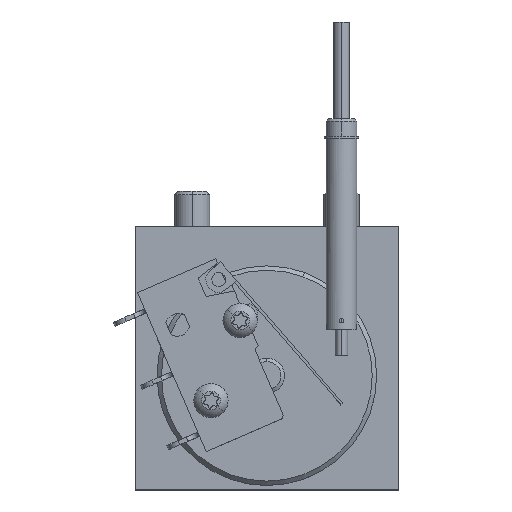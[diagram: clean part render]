
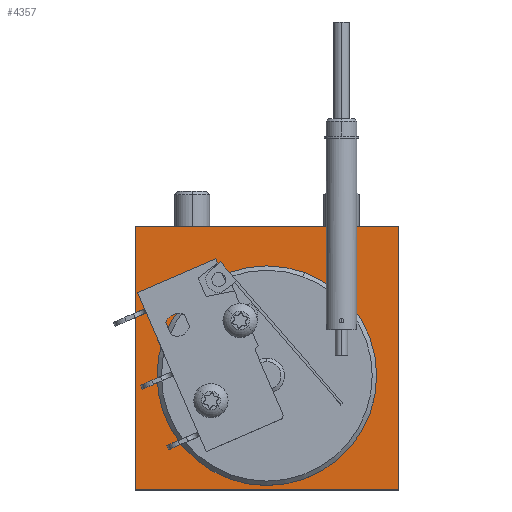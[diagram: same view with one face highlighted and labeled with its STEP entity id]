
A CAD part, top view. The second image highlights one B-rep face of the part: STEP entity #4357.
In plain terms, the highlighted face is planar.
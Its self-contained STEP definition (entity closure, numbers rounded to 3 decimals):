
#16 = VERTEX_POINT ( 'NONE', #2766 ) ;
#34 = VECTOR ( 'NONE', #4817, 1000. ) ;
#284 = ORIENTED_EDGE ( 'NONE', *, *, #10363, .F. ) ;
#626 = CARTESIAN_POINT ( 'NONE',  ( -15., 0., 0. ) ) ;
#912 = DIRECTION ( 'NONE',  ( -1., 0., 0. ) ) ;
#1020 = DIRECTION ( 'NONE',  ( 0., 0., 1. ) ) ;
#1058 = FACE_BOUND ( 'NONE', #2172, .T. ) ;
#1070 = DIRECTION ( 'NONE',  ( -1., 0., 0. ) ) ;
#1115 = DIRECTION ( 'NONE',  ( 0., 0., -1. ) ) ;
#1384 = ORIENTED_EDGE ( 'NONE', *, *, #2492, .T. ) ;
#1458 = LINE ( 'NONE', #9401, #7257 ) ;
#2103 = ORIENTED_EDGE ( 'NONE', *, *, #9457, .F. ) ;
#2172 = EDGE_LOOP ( 'NONE', ( #7958, #284, #8907, #2103 ) ) ;
#2320 = CIRCLE ( 'NONE', #3027, 2.1 ) ;
#2492 = EDGE_CURVE ( 'NONE', #4928, #3537, #7686, .T. ) ;
#2766 = CARTESIAN_POINT ( 'NONE',  ( -2.1, 14., 0. ) ) ;
#2814 = VECTOR ( 'NONE', #10023, 1000. ) ;
#2968 = LINE ( 'NONE', #9950, #2814 ) ;
#3027 = AXIS2_PLACEMENT_3D ( 'NONE', #9005, #1020, #6294 ) ;
#3243 = FACE_OUTER_BOUND ( 'NONE', #9788, .T. ) ;
#3315 = DIRECTION ( 'NONE',  ( -1., 0., 0. ) ) ;
#3537 = VERTEX_POINT ( 'NONE', #626 ) ;
#3746 = CARTESIAN_POINT ( 'NONE',  ( 0., 24., 0. ) ) ;
#3839 = VERTEX_POINT ( 'NONE', #6364 ) ;
#4214 = ORIENTED_EDGE ( 'NONE', *, *, #5912, .F. ) ;
#4357 = ADVANCED_FACE ( 'NONE', ( #1058, #3243 ), #11335, .T. ) ;
#4709 = DIRECTION ( 'NONE',  ( 0., -1., 0. ) ) ;
#4772 = VECTOR ( 'NONE', #8379, 1000. ) ;
#4817 = DIRECTION ( 'NONE',  ( 0., -1., 0. ) ) ;
#4880 = VECTOR ( 'NONE', #4709, 1000. ) ;
#4928 = VERTEX_POINT ( 'NONE', #8764 ) ;
#4976 = CARTESIAN_POINT ( 'NONE',  ( 15., 0., 0. ) ) ;
#5180 = EDGE_CURVE ( 'NONE', #16, #3839, #2320, .T. ) ;
#5266 = LINE ( 'NONE', #10091, #34 ) ;
#5559 = ORIENTED_EDGE ( 'NONE', *, *, #10377, .T. ) ;
#5573 = VERTEX_POINT ( 'NONE', #8540 ) ;
#5912 = EDGE_CURVE ( 'NONE', #9345, #7960, #7112, .T. ) ;
#6294 = DIRECTION ( 'NONE',  ( 1., 0., 0. ) ) ;
#6305 = VECTOR ( 'NONE', #3315, 1000. ) ;
#6364 = CARTESIAN_POINT ( 'NONE',  ( 2.1, 14., 0. ) ) ;
#6811 = DIRECTION ( 'NONE',  ( 0., 1., 0. ) ) ;
#6855 = CARTESIAN_POINT ( 'NONE',  ( -2.1, 24., 0. ) ) ;
#7112 = LINE ( 'NONE', #8305, #4772 ) ;
#7257 = VECTOR ( 'NONE', #6811, 1000. ) ;
#7376 = CARTESIAN_POINT ( 'NONE',  ( 15., 0., 0. ) ) ;
#7686 = LINE ( 'NONE', #4976, #6305 ) ;
#7773 = CARTESIAN_POINT ( 'NONE',  ( 15., 0., 0. ) ) ;
#7778 = LINE ( 'NONE', #7376, #4880 ) ;
#7958 = ORIENTED_EDGE ( 'NONE', *, *, #5180, .T. ) ;
#7960 = VERTEX_POINT ( 'NONE', #10755 ) ;
#8142 = VERTEX_POINT ( 'NONE', #6855 ) ;
#8305 = CARTESIAN_POINT ( 'NONE',  ( 15., 30., 0. ) ) ;
#8379 = DIRECTION ( 'NONE',  ( -1., 0., 0. ) ) ;
#8453 = AXIS2_PLACEMENT_3D ( 'NONE', #7773, #8634, #912 ) ;
#8540 = CARTESIAN_POINT ( 'NONE',  ( 2.1, 24., 0. ) ) ;
#8634 = DIRECTION ( 'NONE',  ( 0., 0., -1. ) ) ;
#8729 = ORIENTED_EDGE ( 'NONE', *, *, #10910, .F. ) ;
#8764 = CARTESIAN_POINT ( 'NONE',  ( 15., 0., 0. ) ) ;
#8907 = ORIENTED_EDGE ( 'NONE', *, *, #9854, .F. ) ;
#9005 = CARTESIAN_POINT ( 'NONE',  ( 0., 14., 0. ) ) ;
#9144 = CARTESIAN_POINT ( 'NONE',  ( 15., 30., 0. ) ) ;
#9345 = VERTEX_POINT ( 'NONE', #9144 ) ;
#9401 = CARTESIAN_POINT ( 'NONE',  ( -2.1, 14., 0. ) ) ;
#9457 = EDGE_CURVE ( 'NONE', #16, #8142, #1458, .T. ) ;
#9788 = EDGE_LOOP ( 'NONE', ( #8729, #4214, #5559, #1384 ) ) ;
#9854 = EDGE_CURVE ( 'NONE', #8142, #5573, #11358, .T. ) ;
#9950 = CARTESIAN_POINT ( 'NONE',  ( 2.1, 24., 0. ) ) ;
#10023 = DIRECTION ( 'NONE',  ( 0., -1., 0. ) ) ;
#10091 = CARTESIAN_POINT ( 'NONE',  ( -15., 0., 0. ) ) ;
#10363 = EDGE_CURVE ( 'NONE', #5573, #3839, #2968, .T. ) ;
#10377 = EDGE_CURVE ( 'NONE', #9345, #4928, #7778, .T. ) ;
#10682 = AXIS2_PLACEMENT_3D ( 'NONE', #3746, #1115, #1070 ) ;
#10755 = CARTESIAN_POINT ( 'NONE',  ( -15., 30., 0. ) ) ;
#10910 = EDGE_CURVE ( 'NONE', #7960, #3537, #5266, .T. ) ;
#11335 = PLANE ( 'NONE',  #8453 ) ;
#11358 = CIRCLE ( 'NONE', #10682, 2.1 ) ;
